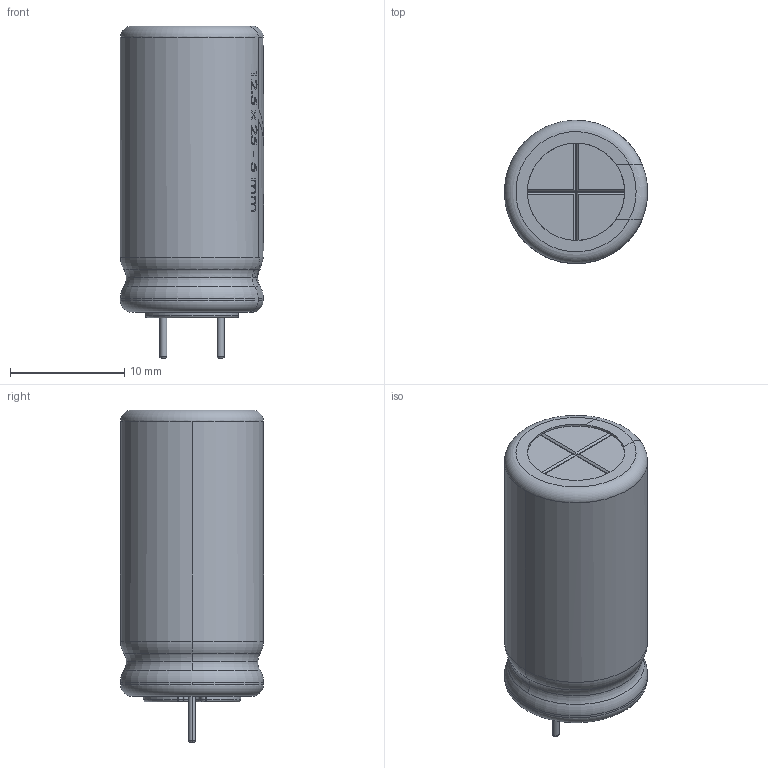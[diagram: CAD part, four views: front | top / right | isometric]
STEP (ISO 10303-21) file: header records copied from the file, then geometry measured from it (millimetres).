
FILE_DESCRIPTION (( 'STEP AP214' ), '1' );
FILE_NAME ('5FDEFC88-9EFD-402D-B415-98F40CCCB843.STEP', '2024-12-11T01:39:08', ( '' ), ( '' ), 'SwSTEP 2.0', 'SolidWorks 2022', '' );
FILE_SCHEMA (( 'AUTOMOTIVE_DESIGN' ));
Length unit declared in the file: millimetre
Products named in the file (1): 5FDEFC88-9EFD-402D-B415-98F40CCCB843
Bounding box: 12.5 x 12.5 x 29 mm (x, y, z)
Volume: 1708.8 mm3; surface area: 1978.7 mm2
Topology: 1 solids, 2 shells, 497 faces, 1300 edges, 851 vertices
Faces by surface type: plane 222, bspline 147, cylinder 79, torus 49
Entity records: 32527 total; most frequent: CARTESIAN_POINT 16011, ORIENTED_EDGE 2600, DIRECTION 1779, EDGE_CURVE 1300, VERTEX_POINT 851, AXIS2_PLACEMENT_3D 662, EDGE_LOOP 541, B_SPLINE_CURVE_WITH_KNOTS 522
